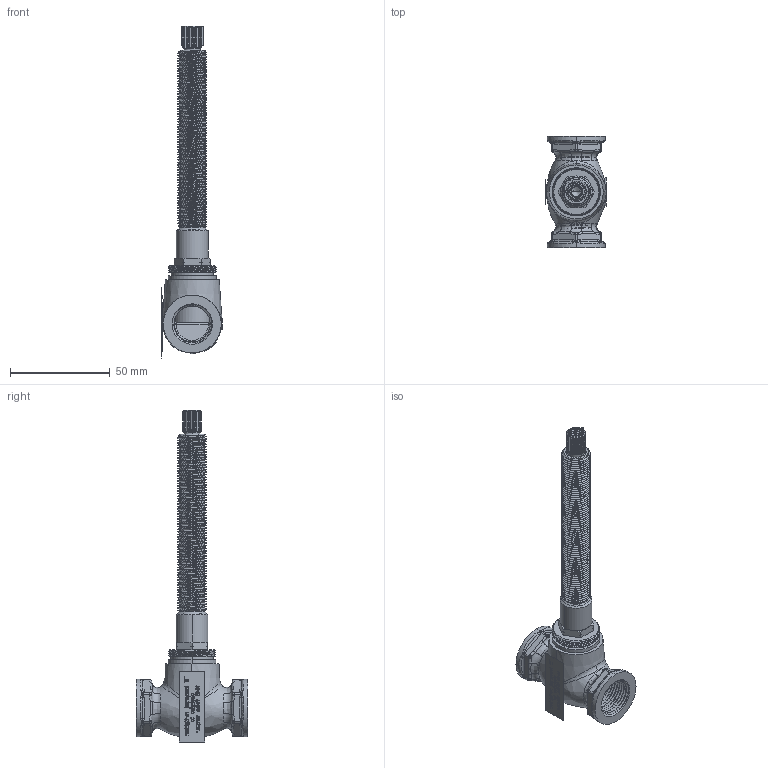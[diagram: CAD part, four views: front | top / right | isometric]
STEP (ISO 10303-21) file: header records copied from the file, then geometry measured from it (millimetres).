
FILE_DESCRIPTION((''),'2;1');
FILE_NAME('1-606C_ASM','2010-10-29T',('ramkumar'),(''),'PRO/ENGINEER BY PARAMETRIC TECHNOLOGY CORPORATION, 2009300','PRO/ENGINEER BY PARAMETRIC TECHNOLOGY CORPORATION, 2009300','');
FILE_SCHEMA(('CONFIG_CONTROL_DESIGN'));
Length unit declared in the file: inch
Products named in the file (5): 1-007; 10489; 10566; 98029; 1-606C_ASM
Assembly tree (4 placements, depth 2):
  1-606C_ASM
    1-007
    10489
    10566
    98029
Bounding box: 30.2 x 56 x 166.22 mm (x, y, z)
Volume: 37367 mm3; surface area: 37154.9 mm2
Topology: 4 solids, 6 shells, 2890 faces, 8059 edges, 5256 vertices
Faces by surface type: plane 1777, cylinder 684, bspline 306, cone 77, torus 32, sphere 14
Entity records: 136967 total; most frequent: CARTESIAN_POINT 66083, ORIENTED_EDGE 16114, DIRECTION 12689, EDGE_CURVE 8057, VECTOR 5289, LINE 5289, VERTEX_POINT 5256, AXIS2_PLACEMENT_3D 3700
